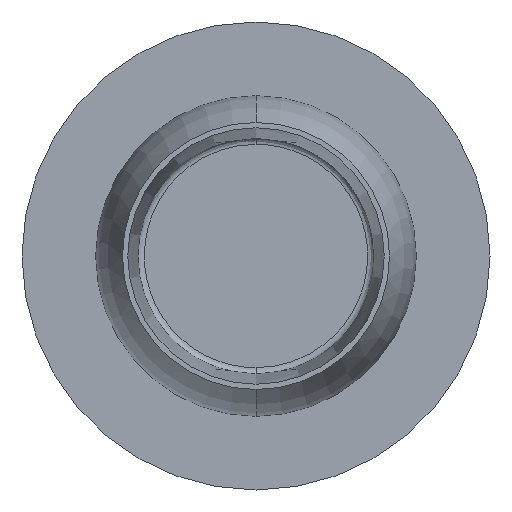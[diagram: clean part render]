
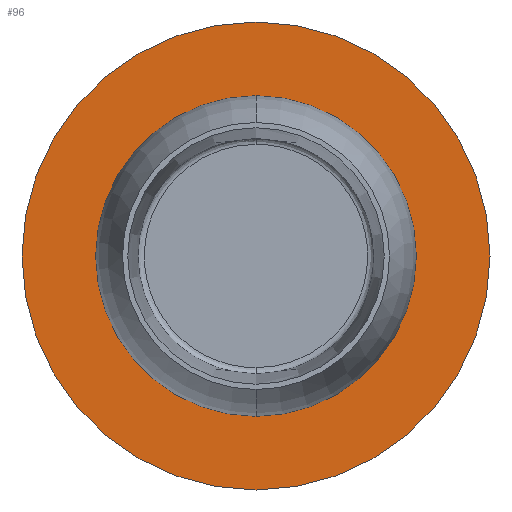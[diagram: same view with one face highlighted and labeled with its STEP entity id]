
A CAD part, front view. The second image highlights one B-rep face of the part: STEP entity #96.
In plain terms, the highlighted planar face has unit normal (0, -1, 0).
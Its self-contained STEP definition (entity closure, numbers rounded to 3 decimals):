
#7 = CARTESIAN_POINT ( 'NONE',  ( 0., 0., 0. ) ) ;
#17 = ORIENTED_EDGE ( 'NONE', *, *, #52, .F. ) ;
#20 = CIRCLE ( 'NONE', #599, 7.3 ) ;
#34 = VERTEX_POINT ( 'NONE', #280 ) ;
#44 = CIRCLE ( 'NONE', #516, 7.3 ) ;
#47 = DIRECTION ( 'NONE',  ( 0., 0., -1. ) ) ;
#52 = EDGE_CURVE ( 'NONE', #171, #555, #332, .T. ) ;
#87 = CARTESIAN_POINT ( 'NONE',  ( 0., 0., -5. ) ) ;
#93 = CARTESIAN_POINT ( 'NONE',  ( 0., 0., 0. ) ) ;
#96 = ADVANCED_FACE ( 'NONE', ( #337, #597 ), #150, .T. ) ;
#150 = PLANE ( 'NONE',  #430 ) ;
#171 = VERTEX_POINT ( 'NONE', #286 ) ;
#174 = DIRECTION ( 'NONE',  ( 0., -1., 0. ) ) ;
#191 = DIRECTION ( 'NONE',  ( 0., 0., 1. ) ) ;
#239 = DIRECTION ( 'NONE',  ( 0., 0., 1. ) ) ;
#242 = CIRCLE ( 'NONE', #493, 5. ) ;
#254 = ORIENTED_EDGE ( 'NONE', *, *, #457, .F. ) ;
#280 = CARTESIAN_POINT ( 'NONE',  ( 0., 0., -7.3 ) ) ;
#286 = CARTESIAN_POINT ( 'NONE',  ( 0., 0., 5. ) ) ;
#292 = CARTESIAN_POINT ( 'NONE',  ( 0., 0., 0. ) ) ;
#332 = CIRCLE ( 'NONE', #461, 5. ) ;
#337 = FACE_BOUND ( 'NONE', #622, .T. ) ;
#344 = DIRECTION ( 'NONE',  ( 0., -1., 0. ) ) ;
#363 = EDGE_CURVE ( 'NONE', #34, #456, #20, .T. ) ;
#367 = DIRECTION ( 'NONE',  ( 0., 0., 1. ) ) ;
#418 = ORIENTED_EDGE ( 'NONE', *, *, #631, .T. ) ;
#430 = AXIS2_PLACEMENT_3D ( 'NONE', #292, #488, #47 ) ;
#437 = DIRECTION ( 'NONE',  ( 0., -1., 0. ) ) ;
#456 = VERTEX_POINT ( 'NONE', #538 ) ;
#457 = EDGE_CURVE ( 'NONE', #555, #171, #242, .T. ) ;
#461 = AXIS2_PLACEMENT_3D ( 'NONE', #7, #344, #239 ) ;
#463 = ORIENTED_EDGE ( 'NONE', *, *, #363, .T. ) ;
#468 = CARTESIAN_POINT ( 'NONE',  ( 0., 0., 0. ) ) ;
#478 = CARTESIAN_POINT ( 'NONE',  ( 0., 0., 0. ) ) ;
#488 = DIRECTION ( 'NONE',  ( 0., -1., 0. ) ) ;
#493 = AXIS2_PLACEMENT_3D ( 'NONE', #93, #437, #191 ) ;
#516 = AXIS2_PLACEMENT_3D ( 'NONE', #468, #174, #367 ) ;
#526 = DIRECTION ( 'NONE',  ( 0., -1., 0. ) ) ;
#538 = CARTESIAN_POINT ( 'NONE',  ( 0., 0., 7.3 ) ) ;
#550 = EDGE_LOOP ( 'NONE', ( #418, #463 ) ) ;
#555 = VERTEX_POINT ( 'NONE', #87 ) ;
#577 = DIRECTION ( 'NONE',  ( 0., 0., 1. ) ) ;
#597 = FACE_OUTER_BOUND ( 'NONE', #550, .T. ) ;
#599 = AXIS2_PLACEMENT_3D ( 'NONE', #478, #526, #577 ) ;
#622 = EDGE_LOOP ( 'NONE', ( #17, #254 ) ) ;
#631 = EDGE_CURVE ( 'NONE', #456, #34, #44, .T. ) ;
